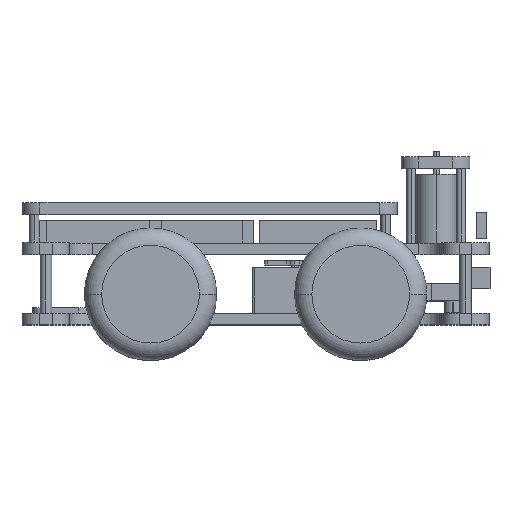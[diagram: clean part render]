
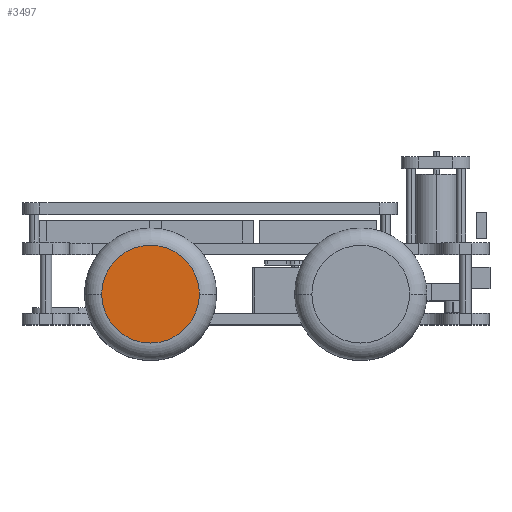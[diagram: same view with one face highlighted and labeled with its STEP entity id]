
A CAD part, top view. The second image highlights one B-rep face of the part: STEP entity #3497.
In plain terms, the highlighted planar face has unit normal (0, 0, 1).
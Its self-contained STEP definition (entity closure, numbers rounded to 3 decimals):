
#151 = CARTESIAN_POINT ( 'NONE',  ( -133.889, 26.473, 135.797 ) ) ;
#227 = ORIENTED_EDGE ( 'NONE', *, *, #4681, .T. ) ;
#437 = DIRECTION ( 'NONE',  ( 0., 0., 1. ) ) ;
#962 = DIRECTION ( 'NONE',  ( 1., 0., 0. ) ) ;
#1134 = CARTESIAN_POINT ( 'NONE',  ( -91.389, 26.473, 135.797 ) ) ;
#1929 = PLANE ( 'NONE',  #4121 ) ;
#2339 = AXIS2_PLACEMENT_3D ( 'NONE', #8753, #9886, #2799 ) ;
#2558 = VERTEX_POINT ( 'NONE', #9816 ) ;
#2798 = FACE_OUTER_BOUND ( 'NONE', #3979, .T. ) ;
#2799 = DIRECTION ( 'NONE',  ( 1., 0., 0. ) ) ;
#3497 = ADVANCED_FACE ( 'NONE', ( #2798 ), #1929, .T. ) ;
#3979 = EDGE_LOOP ( 'NONE', ( #227, #5310 ) ) ;
#4121 = AXIS2_PLACEMENT_3D ( 'NONE', #1134, #6197, #962 ) ;
#4681 = EDGE_CURVE ( 'NONE', #2558, #6339, #5076, .T. ) ;
#5076 = CIRCLE ( 'NONE', #2339, 42.5 ) ;
#5310 = ORIENTED_EDGE ( 'NONE', *, *, #8967, .T. ) ;
#5964 = CIRCLE ( 'NONE', #7424, 42.5 ) ;
#6197 = DIRECTION ( 'NONE',  ( 0., 0., 1. ) ) ;
#6339 = VERTEX_POINT ( 'NONE', #151 ) ;
#6429 = DIRECTION ( 'NONE',  ( 1., 0., 0. ) ) ;
#7424 = AXIS2_PLACEMENT_3D ( 'NONE', #10740, #437, #6429 ) ;
#8753 = CARTESIAN_POINT ( 'NONE',  ( -91.389, 26.473, 135.797 ) ) ;
#8967 = EDGE_CURVE ( 'NONE', #6339, #2558, #5964, .T. ) ;
#9816 = CARTESIAN_POINT ( 'NONE',  ( -48.889, 26.473, 135.797 ) ) ;
#9886 = DIRECTION ( 'NONE',  ( 0., 0., 1. ) ) ;
#10740 = CARTESIAN_POINT ( 'NONE',  ( -91.389, 26.473, 135.797 ) ) ;
